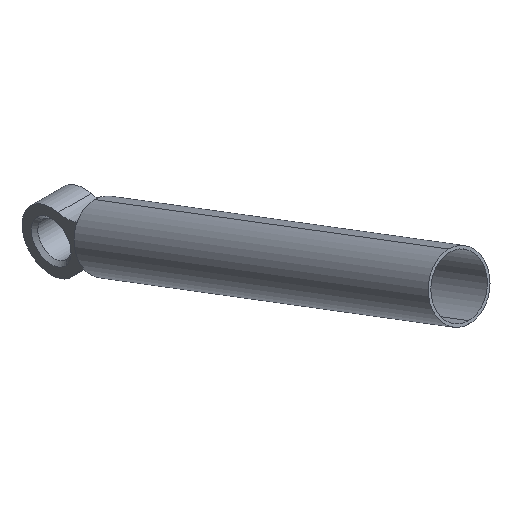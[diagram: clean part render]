
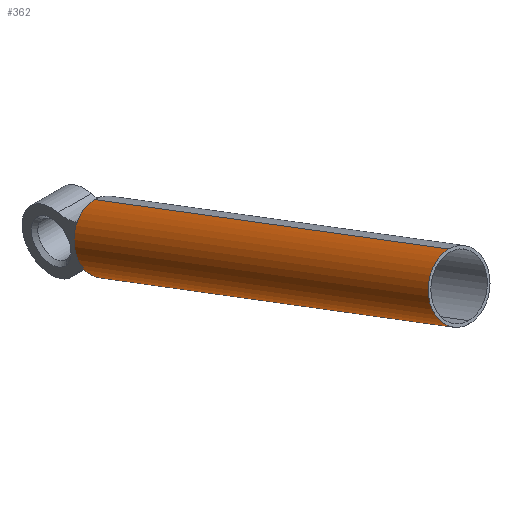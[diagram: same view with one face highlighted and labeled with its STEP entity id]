
A CAD part, isometric view. The second image highlights one B-rep face of the part: STEP entity #362.
In plain terms, the highlighted cylindrical face has radius 44.45 mm (diameter 88.9 mm), a partial arc.
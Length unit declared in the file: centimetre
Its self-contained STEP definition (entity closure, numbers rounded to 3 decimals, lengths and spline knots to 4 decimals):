
#56 = AXIS2_PLACEMENT_3D ( 'NONE', #291, #297, #961 ) ;
#94 = ORIENTED_EDGE ( 'NONE', *, *, #121, .T. ) ;
#117 = VERTEX_POINT ( 'NONE', #638 ) ;
#121 = EDGE_CURVE ( 'NONE', #117, #998, #967, .T. ) ;
#147 = CARTESIAN_POINT ( 'NONE',  ( -16.8275, 26.2878, 72.0058 ) ) ;
#148 = CARTESIAN_POINT ( 'NONE',  ( -16.8275, 79.5672, 49.1986 ) ) ;
#149 = DIRECTION ( 'NONE',  ( 0., -0.886, 0.463 ) ) ;
#152 = CYLINDRICAL_SURFACE ( 'NONE', #1063, 4.445 ) ;
#184 = AXIS2_PLACEMENT_3D ( 'NONE', #148, #548, #694 ) ;
#240 = FACE_OUTER_BOUND ( 'NONE', #1048, .T. ) ;
#250 = CARTESIAN_POINT ( 'NONE',  ( -16.8275, 81.6247, 53.1387 ) ) ;
#278 = EDGE_CURVE ( 'NONE', #916, #352, #731, .T. ) ;
#291 = CARTESIAN_POINT ( 'NONE',  ( -16.8275, 28.3453, 75.9459 ) ) ;
#297 = DIRECTION ( 'NONE',  ( 0., 0.886, -0.463 ) ) ;
#313 = VECTOR ( 'NONE', #744, 100. ) ;
#319 = CARTESIAN_POINT ( 'NONE',  ( -16.8275, 77.5097, 45.2584 ) ) ;
#321 = ORIENTED_EDGE ( 'NONE', *, *, #977, .F. ) ;
#352 = VERTEX_POINT ( 'NONE', #147 ) ;
#362 = ADVANCED_FACE ( 'NONE', ( #240 ), #152, .T. ) ;
#381 = CARTESIAN_POINT ( 'NONE',  ( -16.8275, 79.5672, 49.1986 ) ) ;
#481 = ORIENTED_EDGE ( 'NONE', *, *, #773, .T. ) ;
#538 = DIRECTION ( 'NONE',  ( 0., -0.463, -0.886 ) ) ;
#548 = DIRECTION ( 'NONE',  ( 0., 0.886, -0.463 ) ) ;
#638 = CARTESIAN_POINT ( 'NONE',  ( -16.8275, 81.6247, 53.1387 ) ) ;
#670 = ORIENTED_EDGE ( 'NONE', *, *, #278, .F. ) ;
#694 = DIRECTION ( 'NONE',  ( 0., 0.463, 0.886 ) ) ;
#731 = LINE ( 'NONE', #319, #1003 ) ;
#734 = DIRECTION ( 'NONE',  ( 0., -0.886, 0.463 ) ) ;
#744 = DIRECTION ( 'NONE',  ( 0., -0.886, 0.463 ) ) ;
#773 = EDGE_CURVE ( 'NONE', #998, #352, #837, .T. ) ;
#837 = CIRCLE ( 'NONE', #56, 4.445 ) ;
#843 = CARTESIAN_POINT ( 'NONE',  ( -16.8275, 77.5097, 45.2584 ) ) ;
#916 = VERTEX_POINT ( 'NONE', #843 ) ;
#961 = DIRECTION ( 'NONE',  ( 0., 0.463, 0.886 ) ) ;
#967 = LINE ( 'NONE', #250, #313 ) ;
#975 = CIRCLE ( 'NONE', #184, 4.445 ) ;
#977 = EDGE_CURVE ( 'NONE', #117, #916, #975, .T. ) ;
#998 = VERTEX_POINT ( 'NONE', #1052 ) ;
#1003 = VECTOR ( 'NONE', #149, 100. ) ;
#1048 = EDGE_LOOP ( 'NONE', ( #321, #94, #481, #670 ) ) ;
#1052 = CARTESIAN_POINT ( 'NONE',  ( -16.8275, 30.4028, 79.8861 ) ) ;
#1063 = AXIS2_PLACEMENT_3D ( 'NONE', #381, #734, #538 ) ;
